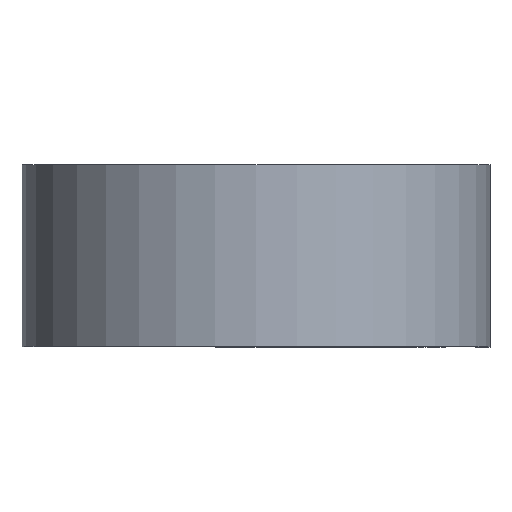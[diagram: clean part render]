
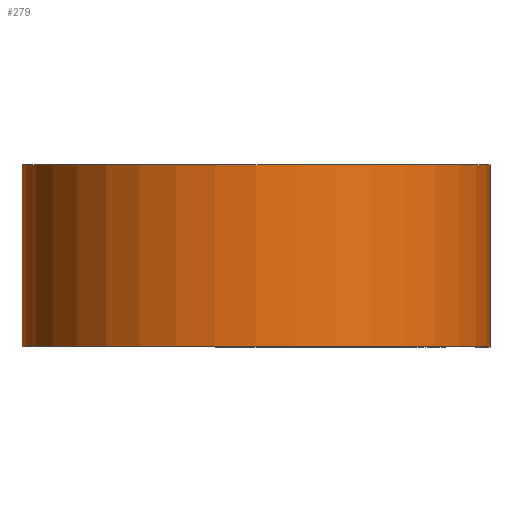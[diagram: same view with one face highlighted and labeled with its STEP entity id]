
A CAD part, top view. The second image highlights one B-rep face of the part: STEP entity #279.
In plain terms, the highlighted cylindrical face has radius 24.536 mm (diameter 49.073 mm), a partial arc.
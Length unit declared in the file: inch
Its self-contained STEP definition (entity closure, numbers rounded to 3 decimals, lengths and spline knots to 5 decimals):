
#1 = ORIENTED_EDGE ( 'NONE', *, *, #130, .F. ) ;
#14 = CARTESIAN_POINT ( 'NONE',  ( 0., 0.375, -0.966 ) ) ;
#71 = CARTESIAN_POINT ( 'NONE',  ( 0., 0.375, 0. ) ) ;
#116 = CIRCLE ( 'NONE', #268, 0.966 ) ;
#117 = VERTEX_POINT ( 'NONE', #310 ) ;
#130 = EDGE_CURVE ( 'NONE', #585, #422, #116, .T. ) ;
#152 = VECTOR ( 'NONE', #428, 39.37008 ) ;
#155 = LINE ( 'NONE', #402, #152 ) ;
#160 = EDGE_CURVE ( 'NONE', #117, #620, #412, .T. ) ;
#181 = CYLINDRICAL_SURFACE ( 'NONE', #282, 0.966 ) ;
#187 = FACE_OUTER_BOUND ( 'NONE', #554, .T. ) ;
#188 = LINE ( 'NONE', #285, #227 ) ;
#213 = DIRECTION ( 'NONE',  ( 0., -1., 0. ) ) ;
#227 = VECTOR ( 'NONE', #286, 39.37008 ) ;
#241 = DIRECTION ( 'NONE',  ( 0., 0., -1. ) ) ;
#268 = AXIS2_PLACEMENT_3D ( 'NONE', #595, #592, #562 ) ;
#279 = ADVANCED_FACE ( 'NONE', ( #187 ), #181, .T. ) ;
#282 = AXIS2_PLACEMENT_3D ( 'NONE', #71, #213, #241 ) ;
#285 = CARTESIAN_POINT ( 'NONE',  ( 0., 0.375, -0.966 ) ) ;
#286 = DIRECTION ( 'NONE',  ( 0., -1., 0. ) ) ;
#288 = EDGE_CURVE ( 'NONE', #585, #117, #188, .T. ) ;
#310 = CARTESIAN_POINT ( 'NONE',  ( 0., -0.375, -0.966 ) ) ;
#344 = EDGE_CURVE ( 'NONE', #422, #620, #155, .T. ) ;
#361 = ORIENTED_EDGE ( 'NONE', *, *, #344, .F. ) ;
#365 = AXIS2_PLACEMENT_3D ( 'NONE', #419, #414, #413 ) ;
#402 = CARTESIAN_POINT ( 'NONE',  ( 0.966, 0.375, 0. ) ) ;
#412 = CIRCLE ( 'NONE', #365, 0.966 ) ;
#413 = DIRECTION ( 'NONE',  ( 1., 0., 0. ) ) ;
#414 = DIRECTION ( 'NONE',  ( 0., 1., 0. ) ) ;
#418 = CARTESIAN_POINT ( 'NONE',  ( 0.966, -0.375, 0. ) ) ;
#419 = CARTESIAN_POINT ( 'NONE',  ( 0., -0.375, 0. ) ) ;
#422 = VERTEX_POINT ( 'NONE', #560 ) ;
#428 = DIRECTION ( 'NONE',  ( 0., -1., 0. ) ) ;
#510 = ORIENTED_EDGE ( 'NONE', *, *, #288, .T. ) ;
#540 = ORIENTED_EDGE ( 'NONE', *, *, #160, .T. ) ;
#554 = EDGE_LOOP ( 'NONE', ( #540, #361, #1, #510 ) ) ;
#560 = CARTESIAN_POINT ( 'NONE',  ( 0.966, 0.375, 0. ) ) ;
#562 = DIRECTION ( 'NONE',  ( 1., 0., 0. ) ) ;
#585 = VERTEX_POINT ( 'NONE', #14 ) ;
#592 = DIRECTION ( 'NONE',  ( 0., 1., 0. ) ) ;
#595 = CARTESIAN_POINT ( 'NONE',  ( 0., 0.375, 0. ) ) ;
#620 = VERTEX_POINT ( 'NONE', #418 ) ;
